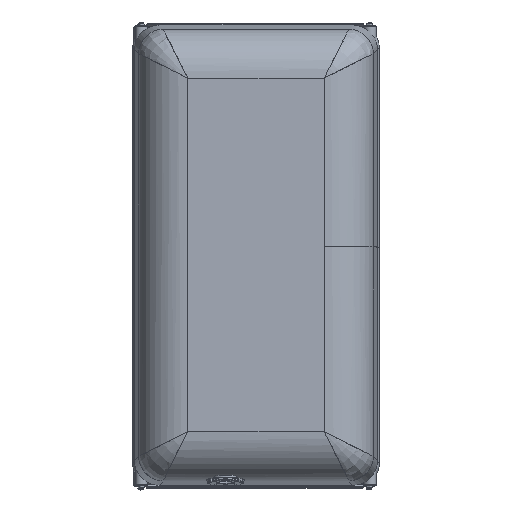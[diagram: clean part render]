
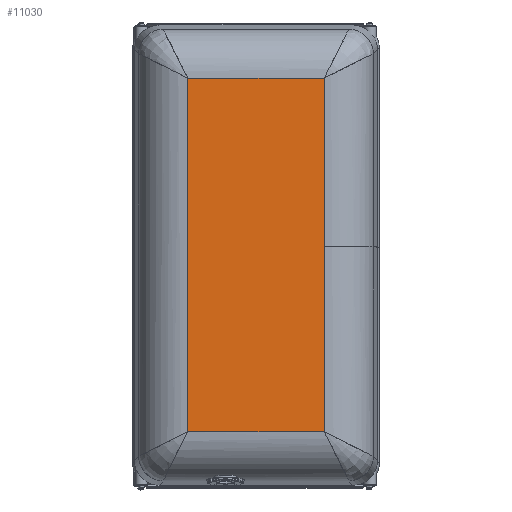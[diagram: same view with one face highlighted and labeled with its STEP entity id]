
A CAD part, front view. The second image highlights one B-rep face of the part: STEP entity #11030.
In plain terms, the highlighted face is planar.
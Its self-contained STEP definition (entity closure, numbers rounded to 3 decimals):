
#10900=CARTESIAN_POINT('',(0.0,0.0,0.0));
#10901=VERTEX_POINT('',#10900);
#10918=CARTESIAN_POINT('',(0.,550.67,0.0));
#10919=VERTEX_POINT('',#10918);
#10926=CARTESIAN_POINT('',(0.,550.67,0.0));
#10927=DIRECTION('',(0.0,-1.0,0.0));
#10928=VECTOR('',#10927,550.67);
#10929=LINE('',#10926,#10928);
#10930=EDGE_CURVE('',#10919,#10901,#10929,.T.);
#10948=CARTESIAN_POINT('',(1425.67,550.67,0.0));
#10949=VERTEX_POINT('',#10948);
#10956=CARTESIAN_POINT('',(1425.67,550.67,0.0));
#10957=DIRECTION('',(-1.0,0.0,0.0));
#10958=VECTOR('',#10957,1425.67);
#10959=LINE('',#10956,#10958);
#10960=EDGE_CURVE('',#10949,#10919,#10959,.T.);
#10979=CARTESIAN_POINT('',(1425.67,0.0,0.0));
#10980=VERTEX_POINT('',#10979);
#10987=CARTESIAN_POINT('',(1425.67,0.0,0.0));
#10988=DIRECTION('',(0.0,1.0,0.0));
#10989=VECTOR('',#10988,550.67);
#10990=LINE('',#10987,#10989);
#10991=EDGE_CURVE('',#10980,#10949,#10990,.T.);
#11009=CARTESIAN_POINT('',(0.0,0.0,0.0));
#11010=DIRECTION('',(1.0,0.0,0.0));
#11011=VECTOR('',#11010,1425.67);
#11012=LINE('',#11009,#11011);
#11013=EDGE_CURVE('',#10901,#10980,#11012,.T.);
#11019=CARTESIAN_POINT('',(712.835,275.335,0.0));
#11020=DIRECTION('',(0.0,0.0,1.0));
#11021=DIRECTION('',(1.0,0.0,0.0));
#11022=AXIS2_PLACEMENT_3D('',#11019,#11020,#11021);
#11023=PLANE('',#11022);
#11024=ORIENTED_EDGE('',*,*,#11013,.F.);
#11025=ORIENTED_EDGE('',*,*,#10930,.F.);
#11026=ORIENTED_EDGE('',*,*,#10960,.F.);
#11027=ORIENTED_EDGE('',*,*,#10991,.F.);
#11028=EDGE_LOOP('',(#11024,#11025,#11026,#11027));
#11029=FACE_OUTER_BOUND('',#11028,.T.);
#11030=ADVANCED_FACE('',(#11029),#11023,.F.);
